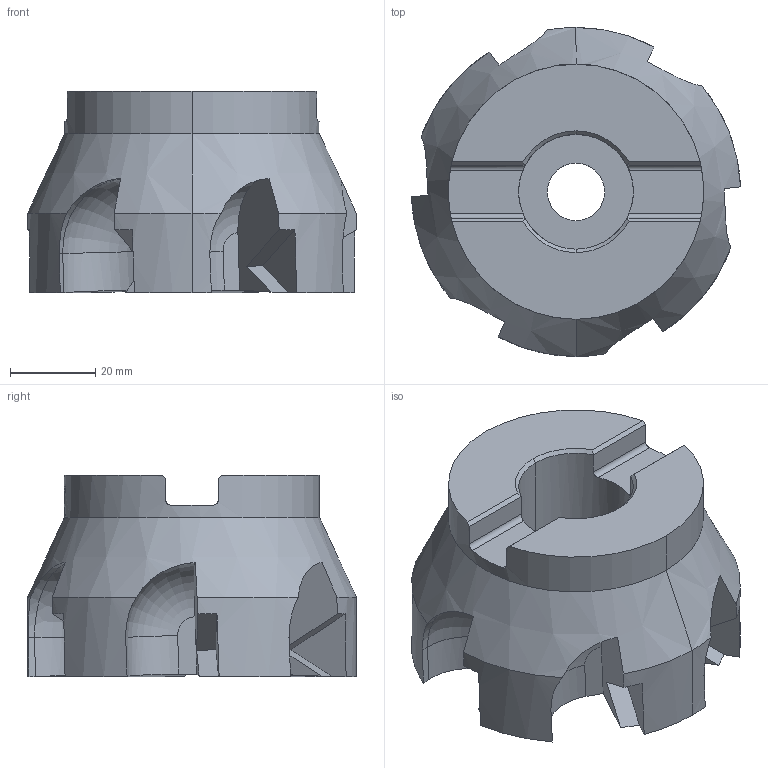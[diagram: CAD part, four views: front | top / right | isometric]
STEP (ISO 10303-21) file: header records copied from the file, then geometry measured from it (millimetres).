
FILE_DESCRIPTION(('no description'),'unknown implementation level');
FILE_NAME('solid4_JoATcLE_u9_0_PM87RZBexdtc_1.STP',' ',('CIM GmbH Aachen'),('CADClick - KiM GmbH - www.kimweb.de'),'unknown preprocess','ACIS','unknown authorization');
FILE_SCHEMA(('automotive_design'));
Length unit declared in the file: millimetre
Products named in the file (1): 1
Bounding box: 77.34 x 77.38 x 47.38 mm (x, y, z)
Volume: 125929.4 mm3; surface area: 24481.7 mm2
Topology: 1 solids, 1 shells, 118 faces, 331 edges, 215 vertices
Faces by surface type: plane 63, cylinder 41, cone 8, torus 6
Entity records: 8335 total; most frequent: CARTESIAN_POINT 1653, STYLED_ITEM 665, PRESENTATION_STYLE_ASSIGNMENT 665, COLOUR_RGB 665, ORIENTED_EDGE 662, DIRECTION 626, EDGE_CURVE 331, CURVE_STYLE 331
